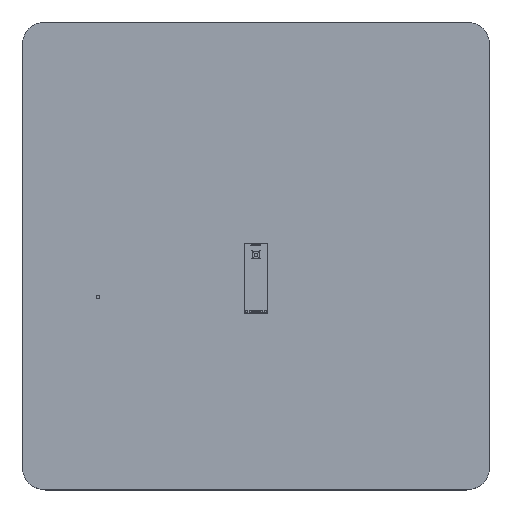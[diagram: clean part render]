
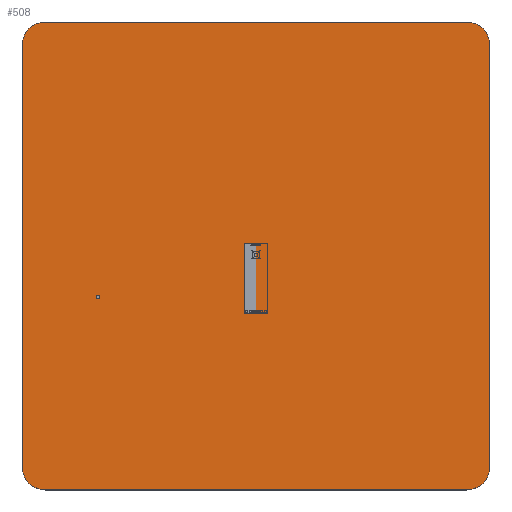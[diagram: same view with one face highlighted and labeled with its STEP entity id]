
A CAD part, top view. The second image highlights one B-rep face of the part: STEP entity #508.
In plain terms, the highlighted planar face has unit normal (0, 0, 1).
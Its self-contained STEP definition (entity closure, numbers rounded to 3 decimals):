
#207 = VERTEX_POINT('',#208);
#208 = CARTESIAN_POINT('',(-20.,-18.,0.));
#214 = EDGE_CURVE('',#207,#215,#217,.T.);
#215 = VERTEX_POINT('',#216);
#216 = CARTESIAN_POINT('',(-20.,18.,0.));
#217 = LINE('',#218,#219);
#218 = CARTESIAN_POINT('',(-20.,-18.,0.));
#219 = VECTOR('',#220,1.);
#220 = DIRECTION('',(0.,1.,0.));
#245 = EDGE_CURVE('',#215,#246,#248,.T.);
#246 = VERTEX_POINT('',#247);
#247 = CARTESIAN_POINT('',(-18.,20.,0.));
#248 = CIRCLE('',#249,2.001);
#249 = AXIS2_PLACEMENT_3D('',#250,#251,#252);
#250 = CARTESIAN_POINT('',(-17.999,17.999,0.));
#251 = DIRECTION('',(0.,0.,-1.));
#252 = DIRECTION('',(-1.,0.,0.));
#278 = EDGE_CURVE('',#246,#279,#281,.T.);
#279 = VERTEX_POINT('',#280);
#280 = CARTESIAN_POINT('',(18.,20.,0.));
#281 = LINE('',#282,#283);
#282 = CARTESIAN_POINT('',(-18.,20.,0.));
#283 = VECTOR('',#284,1.);
#284 = DIRECTION('',(1.,0.,0.));
#309 = EDGE_CURVE('',#279,#310,#312,.T.);
#310 = VERTEX_POINT('',#311);
#311 = CARTESIAN_POINT('',(20.,18.,0.));
#312 = CIRCLE('',#313,2.001);
#313 = AXIS2_PLACEMENT_3D('',#314,#315,#316);
#314 = CARTESIAN_POINT('',(17.999,17.999,0.));
#315 = DIRECTION('',(0.,0.,-1.));
#316 = DIRECTION('',(0.,1.,0.));
#342 = EDGE_CURVE('',#310,#343,#345,.T.);
#343 = VERTEX_POINT('',#344);
#344 = CARTESIAN_POINT('',(20.,-18.,0.));
#345 = LINE('',#346,#347);
#346 = CARTESIAN_POINT('',(20.,18.,0.));
#347 = VECTOR('',#348,1.);
#348 = DIRECTION('',(0.,-1.,0.));
#373 = EDGE_CURVE('',#343,#374,#376,.T.);
#374 = VERTEX_POINT('',#375);
#375 = CARTESIAN_POINT('',(18.,-20.,0.));
#376 = CIRCLE('',#377,2.001);
#377 = AXIS2_PLACEMENT_3D('',#378,#379,#380);
#378 = CARTESIAN_POINT('',(17.999,-17.999,0.));
#379 = DIRECTION('',(0.,0.,-1.));
#380 = DIRECTION('',(1.,0.,0.));
#406 = EDGE_CURVE('',#374,#407,#409,.T.);
#407 = VERTEX_POINT('',#408);
#408 = CARTESIAN_POINT('',(-18.,-20.,0.));
#409 = LINE('',#410,#411);
#410 = CARTESIAN_POINT('',(18.,-20.,0.));
#411 = VECTOR('',#412,1.);
#412 = DIRECTION('',(-1.,0.,0.));
#437 = EDGE_CURVE('',#407,#207,#438,.T.);
#438 = CIRCLE('',#439,2.001);
#439 = AXIS2_PLACEMENT_3D('',#440,#441,#442);
#440 = CARTESIAN_POINT('',(-17.999,-17.999,0.));
#441 = DIRECTION('',(0.,0.,-1.));
#442 = DIRECTION('',(0.,-1.,0.));
#463 = VERTEX_POINT('',#464);
#464 = CARTESIAN_POINT('',(-13.35,-3.5,0.));
#470 = EDGE_CURVE('',#463,#463,#471,.T.);
#471 = CIRCLE('',#472,0.15);
#472 = AXIS2_PLACEMENT_3D('',#473,#474,#475);
#473 = CARTESIAN_POINT('',(-13.5,-3.5,0.));
#474 = DIRECTION('',(0.,0.,1.));
#475 = DIRECTION('',(1.,0.,0.));
#508 = ADVANCED_FACE('',(#509,#519),#522,.T.);
#509 = FACE_BOUND('',#510,.F.);
#510 = EDGE_LOOP('',(#511,#512,#513,#514,#515,#516,#517,#518));
#511 = ORIENTED_EDGE('',*,*,#214,.T.);
#512 = ORIENTED_EDGE('',*,*,#245,.T.);
#513 = ORIENTED_EDGE('',*,*,#278,.T.);
#514 = ORIENTED_EDGE('',*,*,#309,.T.);
#515 = ORIENTED_EDGE('',*,*,#342,.T.);
#516 = ORIENTED_EDGE('',*,*,#373,.T.);
#517 = ORIENTED_EDGE('',*,*,#406,.T.);
#518 = ORIENTED_EDGE('',*,*,#437,.T.);
#519 = FACE_BOUND('',#520,.T.);
#520 = EDGE_LOOP('',(#521));
#521 = ORIENTED_EDGE('',*,*,#470,.F.);
#522 = PLANE('',#523);
#523 = AXIS2_PLACEMENT_3D('',#524,#525,#526);
#524 = CARTESIAN_POINT('',(-20.,-18.,0.));
#525 = DIRECTION('',(0.,0.,1.));
#526 = DIRECTION('',(1.,0.,0.));
